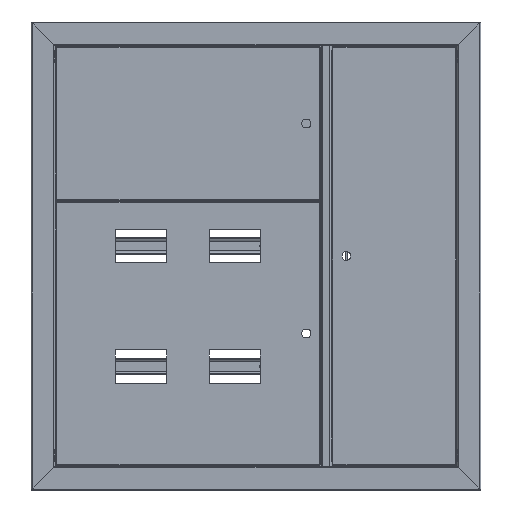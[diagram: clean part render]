
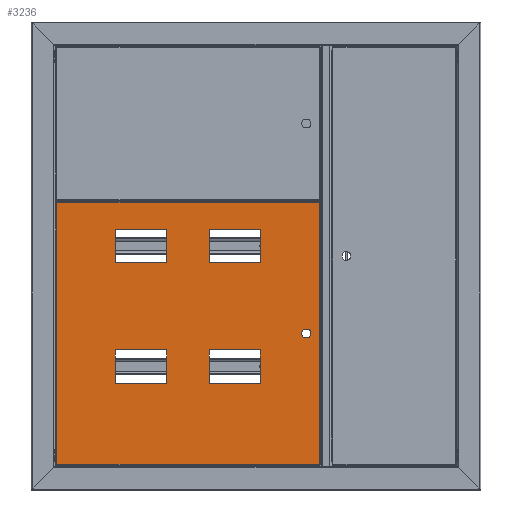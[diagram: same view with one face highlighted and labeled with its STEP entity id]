
A CAD part, top view. The second image highlights one B-rep face of the part: STEP entity #3236.
In plain terms, the highlighted planar face has unit normal (0, 0, 1).
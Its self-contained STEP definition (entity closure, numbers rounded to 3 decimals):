
#3236=ADVANCED_FACE('',(#7871,#7873,#7875,#7877,#7879,#7881),#7883,.T.);
#7871=FACE_BOUND('',#7872,.T.);
#7872=EDGE_LOOP('',(#16757,#16758,#16759,#16760));
#7873=FACE_BOUND('',#7874,.T.);
#7874=EDGE_LOOP('',(#16761,#16762,#16763,#16764));
#7875=FACE_BOUND('',#7876,.T.);
#7876=EDGE_LOOP('',(#16765,#16766,#16767,#16768));
#7877=FACE_BOUND('',#7878,.T.);
#7878=EDGE_LOOP('',(#16769,#16770,#16771,#16772));
#7879=FACE_BOUND('',#7880,.T.);
#7880=EDGE_LOOP('',(#16773,#16774,#16775,#16776));
#7881=FACE_BOUND('',#7882,.T.);
#7882=EDGE_LOOP('',(#16777,#16778,#16779,#16780));
#7883=PLANE('',#7884);
#7884=AXIS2_PLACEMENT_3D('',#7885,#7886,#7887);
#7885=CARTESIAN_POINT('',(0.,0.,1.));
#7886=DIRECTION('',(0.,0.,1.));
#7887=DIRECTION('',(1.,0.,0.));
#16757=ORIENTED_EDGE('',*,*,#21026,.T.);
#16758=ORIENTED_EDGE('',*,*,#21027,.T.);
#16759=ORIENTED_EDGE('',*,*,#21028,.T.);
#16760=ORIENTED_EDGE('',*,*,#21029,.T.);
#16761=ORIENTED_EDGE('',*,*,#20996,.T.);
#16762=ORIENTED_EDGE('',*,*,#21000,.T.);
#16763=ORIENTED_EDGE('',*,*,#21003,.T.);
#16764=ORIENTED_EDGE('',*,*,#21005,.T.);
#16765=ORIENTED_EDGE('',*,*,#20972,.T.);
#16766=ORIENTED_EDGE('',*,*,#20976,.T.);
#16767=ORIENTED_EDGE('',*,*,#20979,.T.);
#16768=ORIENTED_EDGE('',*,*,#20981,.T.);
#16769=ORIENTED_EDGE('',*,*,#21008,.T.);
#16770=ORIENTED_EDGE('',*,*,#21012,.T.);
#16771=ORIENTED_EDGE('',*,*,#21015,.T.);
#16772=ORIENTED_EDGE('',*,*,#21017,.T.);
#16773=ORIENTED_EDGE('',*,*,#20984,.T.);
#16774=ORIENTED_EDGE('',*,*,#20988,.T.);
#16775=ORIENTED_EDGE('',*,*,#20991,.T.);
#16776=ORIENTED_EDGE('',*,*,#20993,.T.);
#16777=ORIENTED_EDGE('',*,*,#21030,.T.);
#16778=ORIENTED_EDGE('',*,*,#21031,.T.);
#16779=ORIENTED_EDGE('',*,*,#21032,.T.);
#16780=ORIENTED_EDGE('',*,*,#21033,.T.);
#20972=EDGE_CURVE('',#24404,#24402,#24405,.F.);
#20976=EDGE_CURVE('',#24402,#24409,#24411,.F.);
#20979=EDGE_CURVE('',#24409,#24414,#24416,.F.);
#20981=EDGE_CURVE('',#24414,#24404,#24418,.F.);
#20984=EDGE_CURVE('',#24424,#24422,#24425,.F.);
#20988=EDGE_CURVE('',#24422,#24429,#24431,.F.);
#20991=EDGE_CURVE('',#24429,#24434,#24436,.F.);
#20993=EDGE_CURVE('',#24434,#24424,#24438,.F.);
#20996=EDGE_CURVE('',#24444,#24442,#24445,.F.);
#21000=EDGE_CURVE('',#24442,#24449,#24451,.F.);
#21003=EDGE_CURVE('',#24449,#24454,#24456,.F.);
#21005=EDGE_CURVE('',#24454,#24444,#24458,.F.);
#21008=EDGE_CURVE('',#24464,#24462,#24465,.F.);
#21012=EDGE_CURVE('',#24462,#24469,#24471,.F.);
#21015=EDGE_CURVE('',#24469,#24474,#24476,.F.);
#21017=EDGE_CURVE('',#24474,#24464,#24478,.F.);
#21026=EDGE_CURVE('',#24495,#24496,#24497,.T.);
#21027=EDGE_CURVE('',#24496,#24498,#24499,.T.);
#21028=EDGE_CURVE('',#24498,#24500,#24501,.T.);
#21029=EDGE_CURVE('',#24500,#24495,#24502,.T.);
#21030=EDGE_CURVE('',#24503,#24504,#24505,.F.);
#21031=EDGE_CURVE('',#24504,#24506,#24507,.F.);
#21032=EDGE_CURVE('',#24506,#24508,#24509,.F.);
#21033=EDGE_CURVE('',#24508,#24503,#24510,.F.);
#24402=VERTEX_POINT('',#31552);
#24404=VERTEX_POINT('',#31556);
#24405=LINE('',#31557,#31558);
#24409=VERTEX_POINT('',#31567);
#24411=LINE('',#31571,#31572);
#24414=VERTEX_POINT('',#31578);
#24416=LINE('',#31582,#31583);
#24418=LINE('',#31588,#31589);
#24422=VERTEX_POINT('',#31596);
#24424=VERTEX_POINT('',#31600);
#24425=LINE('',#31601,#31602);
#24429=VERTEX_POINT('',#31611);
#24431=LINE('',#31615,#31616);
#24434=VERTEX_POINT('',#31622);
#24436=LINE('',#31626,#31627);
#24438=LINE('',#31632,#31633);
#24442=VERTEX_POINT('',#31640);
#24444=VERTEX_POINT('',#31644);
#24445=LINE('',#31645,#31646);
#24449=VERTEX_POINT('',#31655);
#24451=LINE('',#31659,#31660);
#24454=VERTEX_POINT('',#31666);
#24456=LINE('',#31670,#31671);
#24458=LINE('',#31676,#31677);
#24462=VERTEX_POINT('',#31684);
#24464=VERTEX_POINT('',#31688);
#24465=LINE('',#31689,#31690);
#24469=VERTEX_POINT('',#31699);
#24471=LINE('',#31703,#31704);
#24474=VERTEX_POINT('',#31710);
#24476=LINE('',#31714,#31715);
#24478=LINE('',#31720,#31721);
#24495=VERTEX_POINT('',#31757);
#24496=VERTEX_POINT('',#31758);
#24497=LINE('',#31759,#31760);
#24498=VERTEX_POINT('',#31762);
#24499=LINE('',#31763,#31764);
#24500=VERTEX_POINT('',#31766);
#24501=LINE('',#31767,#31768);
#24502=LINE('',#31770,#31771);
#24503=VERTEX_POINT('',#31773);
#24504=VERTEX_POINT('',#31774);
#24505=CIRCLE('',#31775,9.75);
#24506=VERTEX_POINT('',#31779);
#24507=LINE('',#31780,#31781);
#24508=VERTEX_POINT('',#31783);
#24509=CIRCLE('',#31784,9.75);
#24510=LINE('',#31788,#31789);
#31552=CARTESIAN_POINT('',(154.3,-35.2,1.));
#31556=CARTESIAN_POINT('',(44.7,-35.2,1.));
#31557=CARTESIAN_POINT('',(154.3,-35.2,1.));
#31558=VECTOR('',#31559,1.);
#31559=DIRECTION('',(-1.,0.,0.));
#31567=CARTESIAN_POINT('',(154.3,-106.8,1.));
#31571=CARTESIAN_POINT('',(154.3,-106.8,1.));
#31572=VECTOR('',#31573,1.);
#31573=DIRECTION('',(0.,1.,0.));
#31578=CARTESIAN_POINT('',(44.7,-106.8,1.));
#31582=CARTESIAN_POINT('',(44.7,-106.8,1.));
#31583=VECTOR('',#31584,1.);
#31584=DIRECTION('',(1.,0.,0.));
#31588=CARTESIAN_POINT('',(44.7,-35.2,1.));
#31589=VECTOR('',#31590,1.);
#31590=DIRECTION('',(0.,-1.,0.));
#31596=CARTESIAN_POINT('',(-45.7,-106.8,1.));
#31600=CARTESIAN_POINT('',(-45.7,-35.2,1.));
#31601=CARTESIAN_POINT('',(-45.7,-106.8,1.));
#31602=VECTOR('',#31603,1.);
#31603=DIRECTION('',(0.,1.,0.));
#31611=CARTESIAN_POINT('',(-155.3,-106.8,1.));
#31615=CARTESIAN_POINT('',(-155.3,-106.8,1.));
#31616=VECTOR('',#31617,1.);
#31617=DIRECTION('',(1.,0.,0.));
#31622=CARTESIAN_POINT('',(-155.3,-35.2,1.));
#31626=CARTESIAN_POINT('',(-155.3,-35.2,1.));
#31627=VECTOR('',#31628,1.);
#31628=DIRECTION('',(0.,-1.,0.));
#31632=CARTESIAN_POINT('',(-45.7,-35.2,1.));
#31633=VECTOR('',#31634,1.);
#31634=DIRECTION('',(-1.,0.,0.));
#31640=CARTESIAN_POINT('',(-155.3,151.2,1.));
#31644=CARTESIAN_POINT('',(-45.7,151.2,1.));
#31645=CARTESIAN_POINT('',(-155.3,151.2,1.));
#31646=VECTOR('',#31647,1.);
#31647=DIRECTION('',(1.,0.,0.));
#31655=CARTESIAN_POINT('',(-155.3,222.8,1.));
#31659=CARTESIAN_POINT('',(-155.3,222.8,1.));
#31660=VECTOR('',#31661,1.);
#31661=DIRECTION('',(0.,-1.,0.));
#31666=CARTESIAN_POINT('',(-45.7,222.8,1.));
#31670=CARTESIAN_POINT('',(-45.7,222.8,1.));
#31671=VECTOR('',#31672,1.);
#31672=DIRECTION('',(-1.,0.,0.));
#31676=CARTESIAN_POINT('',(-45.7,151.2,1.));
#31677=VECTOR('',#31678,1.);
#31678=DIRECTION('',(0.,1.,0.));
#31684=CARTESIAN_POINT('',(44.7,222.8,1.));
#31688=CARTESIAN_POINT('',(44.7,151.2,1.));
#31689=CARTESIAN_POINT('',(44.7,222.8,1.));
#31690=VECTOR('',#31691,1.);
#31691=DIRECTION('',(0.,-1.,0.));
#31699=CARTESIAN_POINT('',(154.3,222.8,1.));
#31703=CARTESIAN_POINT('',(154.3,222.8,1.));
#31704=VECTOR('',#31705,1.);
#31705=DIRECTION('',(-1.,0.,0.));
#31710=CARTESIAN_POINT('',(154.3,151.2,1.));
#31714=CARTESIAN_POINT('',(154.3,151.2,1.));
#31715=VECTOR('',#31716,1.);
#31716=DIRECTION('',(0.,1.,0.));
#31720=CARTESIAN_POINT('',(44.7,151.2,1.));
#31721=VECTOR('',#31722,1.);
#31722=DIRECTION('',(1.,0.,0.));
#31757=CARTESIAN_POINT('',(280.5,-280.,1.));
#31758=CARTESIAN_POINT('',(280.5,280.,1.));
#31759=CARTESIAN_POINT('',(280.5,-280.,1.));
#31760=VECTOR('',#31761,1.);
#31761=DIRECTION('',(0.,1.,0.));
#31762=CARTESIAN_POINT('',(-280.5,280.,1.));
#31763=CARTESIAN_POINT('',(280.5,280.,1.));
#31764=VECTOR('',#31765,1.);
#31765=DIRECTION('',(-1.,0.,0.));
#31766=CARTESIAN_POINT('',(-280.5,-280.,1.));
#31767=CARTESIAN_POINT('',(-280.5,280.,1.));
#31768=VECTOR('',#31769,1.);
#31769=DIRECTION('',(0.,-1.,0.));
#31770=CARTESIAN_POINT('',(-280.5,-280.,1.));
#31771=VECTOR('',#31772,1.);
#31772=DIRECTION('',(1.,0.,0.));
#31773=CARTESIAN_POINT('',(257.276,8.5,1.));
#31774=CARTESIAN_POINT('',(257.276,-8.5,1.));
#31775=AXIS2_PLACEMENT_3D('',#31776,#31777,#31778);
#31776=CARTESIAN_POINT('',(252.5,0.,1.));
#31777=DIRECTION('',(0.,0.,1.));
#31778=DIRECTION('',(0.49,-0.872,0.));
#31779=CARTESIAN_POINT('',(247.724,-8.5,1.));
#31780=CARTESIAN_POINT('',(247.724,-8.5,1.));
#31781=VECTOR('',#31782,1.);
#31782=DIRECTION('',(1.,0.,0.));
#31783=CARTESIAN_POINT('',(247.724,8.5,1.));
#31784=AXIS2_PLACEMENT_3D('',#31785,#31786,#31787);
#31785=CARTESIAN_POINT('',(252.5,0.,1.));
#31786=DIRECTION('',(0.,0.,1.));
#31787=DIRECTION('',(-0.49,0.872,0.));
#31788=CARTESIAN_POINT('',(257.276,8.5,1.));
#31789=VECTOR('',#31790,1.);
#31790=DIRECTION('',(-1.,0.,0.));
